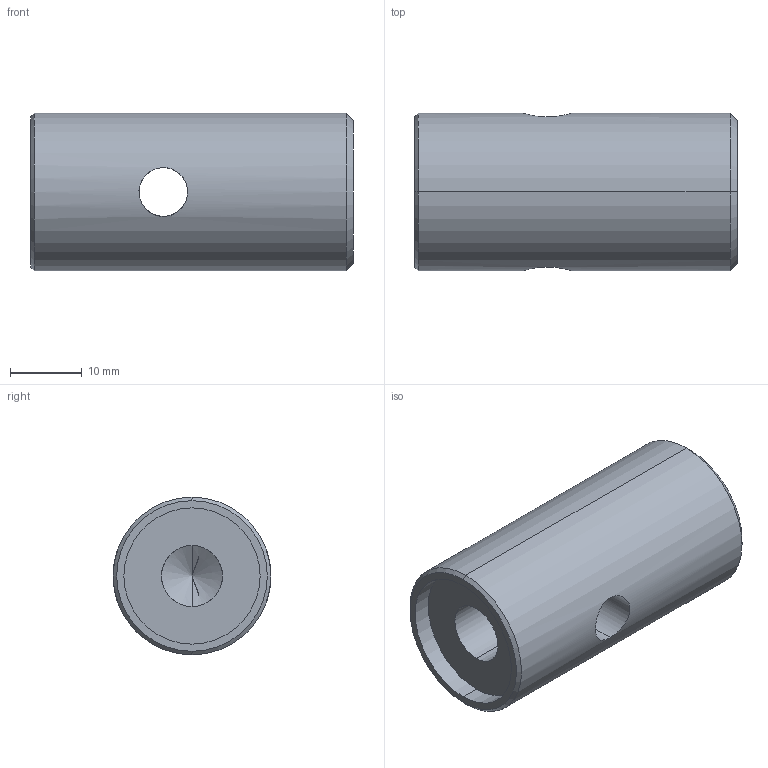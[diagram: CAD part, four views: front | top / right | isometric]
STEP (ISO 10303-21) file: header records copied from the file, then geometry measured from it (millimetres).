
FILE_DESCRIPTION (( 'STEP AP214' ), '1' );
FILE_NAME ('0015236.step', '2022-12-12T11:10:44', ( '' ), ( '' ), 'SwSTEP 2.0', 'SolidWorks 2020', '' );
FILE_SCHEMA (( 'AUTOMOTIVE_DESIGN' ));
Length unit declared in the file: millimetre
Products named in the file (1): 0015236
Bounding box: 45 x 22 x 22 mm (x, y, z)
Volume: 13756.2 mm3; surface area: 5077.5 mm2
Topology: 1 solids, 1 shells, 19 faces, 42 edges, 25 vertices
Faces by surface type: cylinder 10, cone 6, plane 3
Entity records: 874 total; most frequent: CARTESIAN_POINT 357, DIRECTION 88, ORIENTED_EDGE 80, EDGE_CURVE 40, AXIS2_PLACEMENT_3D 36, EDGE_LOOP 25, VERTEX_POINT 25, FACE_OUTER_BOUND 19
